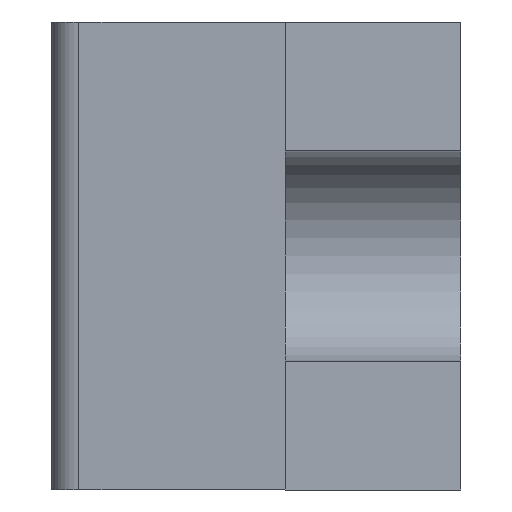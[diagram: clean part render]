
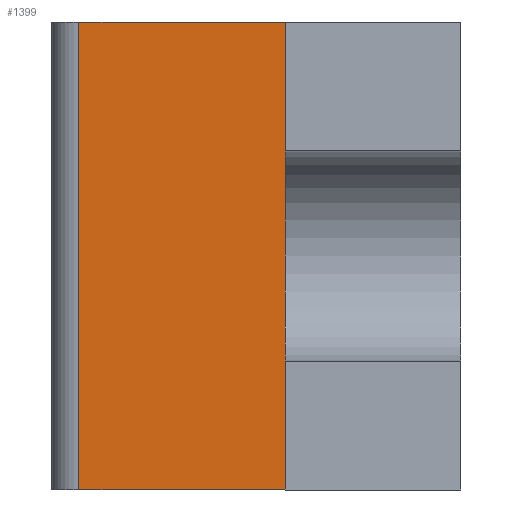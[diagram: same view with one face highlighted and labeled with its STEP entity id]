
A CAD part, left-side view. The second image highlights one B-rep face of the part: STEP entity #1399.
In plain terms, the highlighted planar face has unit normal (-0.999, 0.052, 0).
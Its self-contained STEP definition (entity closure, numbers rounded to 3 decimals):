
#6 = LINE ( 'NONE', #958, #2507 ) ;
#44 = CARTESIAN_POINT ( 'NONE',  ( -0.532, 0.653, -1.57 ) ) ;
#88 = VECTOR ( 'NONE', #2365, 1000. ) ;
#155 = DIRECTION ( 'NONE',  ( 0., 0., 1. ) ) ;
#163 = CARTESIAN_POINT ( 'NONE',  ( -0.532, 0.653, 0.4 ) ) ;
#332 = VERTEX_POINT ( 'NONE', #163 ) ;
#334 = AXIS2_PLACEMENT_3D ( 'NONE', #1115, #3426, #536 ) ;
#388 = ORIENTED_EDGE ( 'NONE', *, *, #1595, .T. ) ;
#406 = FACE_OUTER_BOUND ( 'NONE', #1589, .T. ) ;
#496 = CARTESIAN_POINT ( 'NONE',  ( -0.55, 0.3, 0.4 ) ) ;
#501 = LINE ( 'NONE', #1836, #535 ) ;
#535 = VECTOR ( 'NONE', #155, 1000. ) ;
#536 = DIRECTION ( 'NONE',  ( -0.052, -0.999, 0. ) ) ;
#898 = EDGE_CURVE ( 'NONE', #2626, #1370, #6, .T. ) ;
#913 = EDGE_CURVE ( 'NONE', #332, #1370, #2429, .T. ) ;
#958 = CARTESIAN_POINT ( 'NONE',  ( -0.529, 0.7, -0.4 ) ) ;
#1089 = EDGE_CURVE ( 'NONE', #332, #1743, #2542, .T. ) ;
#1115 = CARTESIAN_POINT ( 'NONE',  ( -0.529, 0.7, -1.57 ) ) ;
#1348 = ORIENTED_EDGE ( 'NONE', *, *, #898, .F. ) ;
#1370 = VERTEX_POINT ( 'NONE', #2296 ) ;
#1399 = ADVANCED_FACE ( 'NONE', ( #406 ), #2241, .T. ) ;
#1589 = EDGE_LOOP ( 'NONE', ( #2162, #2907, #1348, #388 ) ) ;
#1595 = EDGE_CURVE ( 'NONE', #2626, #1743, #501, .T. ) ;
#1634 = CARTESIAN_POINT ( 'NONE',  ( -0.55, 0.3, -0.4 ) ) ;
#1743 = VERTEX_POINT ( 'NONE', #496 ) ;
#1753 = DIRECTION ( 'NONE',  ( 0.052, 0.999, 0. ) ) ;
#1836 = CARTESIAN_POINT ( 'NONE',  ( -0.55, 0.3, -1.57 ) ) ;
#1846 = DIRECTION ( 'NONE',  ( 0., 0., -1. ) ) ;
#2162 = ORIENTED_EDGE ( 'NONE', *, *, #1089, .F. ) ;
#2241 = PLANE ( 'NONE',  #334 ) ;
#2296 = CARTESIAN_POINT ( 'NONE',  ( -0.532, 0.653, -0.4 ) ) ;
#2365 = DIRECTION ( 'NONE',  ( -0.052, -0.999, 0. ) ) ;
#2429 = LINE ( 'NONE', #44, #3668 ) ;
#2507 = VECTOR ( 'NONE', #1753, 1000. ) ;
#2542 = LINE ( 'NONE', #2569, #88 ) ;
#2569 = CARTESIAN_POINT ( 'NONE',  ( -0.529, 0.7, 0.4 ) ) ;
#2626 = VERTEX_POINT ( 'NONE', #1634 ) ;
#2907 = ORIENTED_EDGE ( 'NONE', *, *, #913, .T. ) ;
#3426 = DIRECTION ( 'NONE',  ( -0.999, 0.052, 0. ) ) ;
#3668 = VECTOR ( 'NONE', #1846, 1000. ) ;
